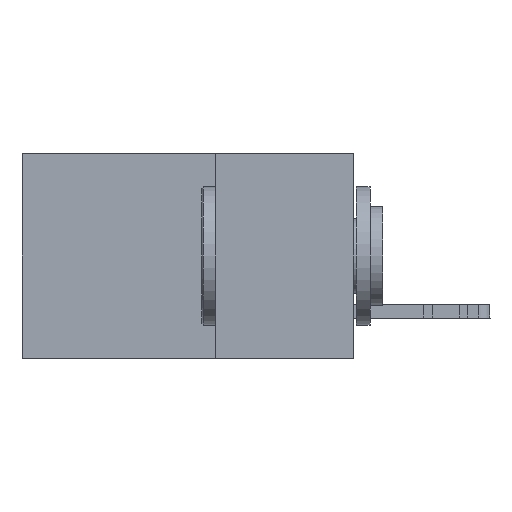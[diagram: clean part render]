
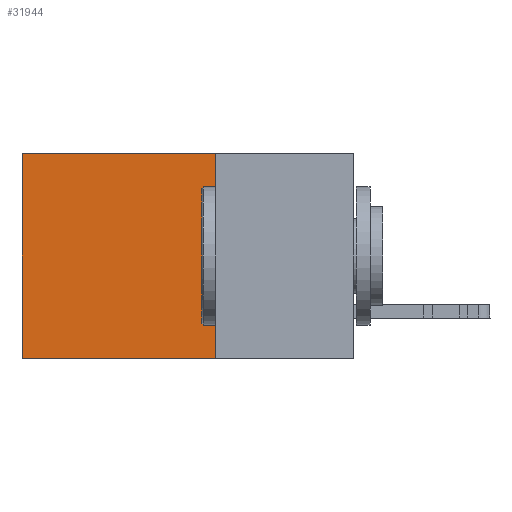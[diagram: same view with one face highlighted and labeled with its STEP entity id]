
A CAD part, left-side view. The second image highlights one B-rep face of the part: STEP entity #31944.
In plain terms, the highlighted planar face has unit normal (-1, 0, 0).
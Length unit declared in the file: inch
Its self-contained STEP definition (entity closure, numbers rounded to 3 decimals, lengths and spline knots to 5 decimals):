
#1811 = ORIENTED_EDGE ( 'NONE', *, *, #48690, .F. ) ;
#1951 = ORIENTED_EDGE ( 'NONE', *, *, #21091, .T. ) ;
#2556 = CARTESIAN_POINT ( 'NONE',  ( 0.2875, 0.6, 0. ) ) ;
#6043 = DIRECTION ( 'NONE',  ( 0., 1., 0. ) ) ;
#6754 = PLANE ( 'NONE',  #28166 ) ;
#6775 = LINE ( 'NONE', #43502, #25672 ) ;
#7740 = LINE ( 'NONE', #21564, #10142 ) ;
#10142 = VECTOR ( 'NONE', #47984, 39.37008 ) ;
#10202 = DIRECTION ( 'NONE',  ( 1., 0., 0. ) ) ;
#10532 = CARTESIAN_POINT ( 'NONE',  ( 0.2875, 0.25, 0. ) ) ;
#11587 = VERTEX_POINT ( 'NONE', #42857 ) ;
#12551 = CARTESIAN_POINT ( 'NONE',  ( 0.2875, 0.25, 0. ) ) ;
#12863 = CARTESIAN_POINT ( 'NONE',  ( 0.2875, 0.6, 0. ) ) ;
#13166 = VECTOR ( 'NONE', #41400, 39.37008 ) ;
#15025 = FACE_OUTER_BOUND ( 'NONE', #30236, .T. ) ;
#21091 = EDGE_CURVE ( 'NONE', #11587, #30543, #6775, .T. ) ;
#21564 = CARTESIAN_POINT ( 'NONE',  ( 0.2875, 0.25, -0.37 ) ) ;
#21736 = LINE ( 'NONE', #2556, #43551 ) ;
#21998 = VERTEX_POINT ( 'NONE', #33210 ) ;
#25672 = VECTOR ( 'NONE', #6043, 39.37008 ) ;
#25898 = DIRECTION ( 'NONE',  ( 0., 0., -1. ) ) ;
#28166 = AXIS2_PLACEMENT_3D ( 'NONE', #10532, #10202, #25898 ) ;
#30236 = EDGE_LOOP ( 'NONE', ( #35006, #1811, #42174, #1951 ) ) ;
#30543 = VERTEX_POINT ( 'NONE', #12863 ) ;
#31944 = ADVANCED_FACE ( 'NONE', ( #15025 ), #6754, .F. ) ;
#32113 = LINE ( 'NONE', #12551, #13166 ) ;
#32473 = CARTESIAN_POINT ( 'NONE',  ( 0.2875, 0.25, -0.37 ) ) ;
#33210 = CARTESIAN_POINT ( 'NONE',  ( 0.2875, 0.6, -0.37 ) ) ;
#35006 = ORIENTED_EDGE ( 'NONE', *, *, #36035, .T. ) ;
#36035 = EDGE_CURVE ( 'NONE', #30543, #21998, #21736, .T. ) ;
#38010 = EDGE_CURVE ( 'NONE', #11587, #43024, #32113, .T. ) ;
#40414 = DIRECTION ( 'NONE',  ( 0., 0., -1. ) ) ;
#41400 = DIRECTION ( 'NONE',  ( 0., 0., -1. ) ) ;
#42174 = ORIENTED_EDGE ( 'NONE', *, *, #38010, .F. ) ;
#42857 = CARTESIAN_POINT ( 'NONE',  ( 0.2875, 0.25, 0. ) ) ;
#43024 = VERTEX_POINT ( 'NONE', #32473 ) ;
#43502 = CARTESIAN_POINT ( 'NONE',  ( 0.2875, 0.25, 0. ) ) ;
#43551 = VECTOR ( 'NONE', #40414, 39.37008 ) ;
#47984 = DIRECTION ( 'NONE',  ( 0., 1., 0. ) ) ;
#48690 = EDGE_CURVE ( 'NONE', #43024, #21998, #7740, .T. ) ;
